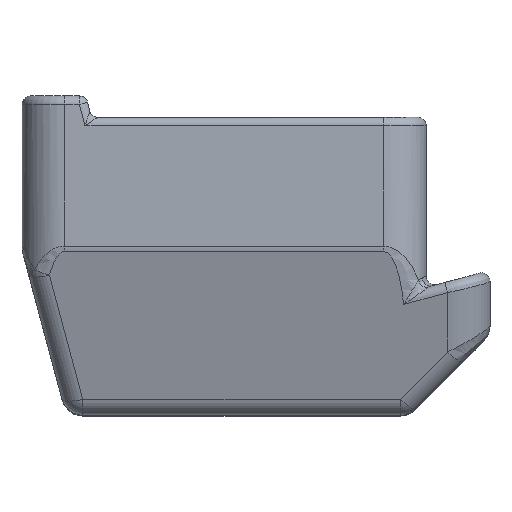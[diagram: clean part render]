
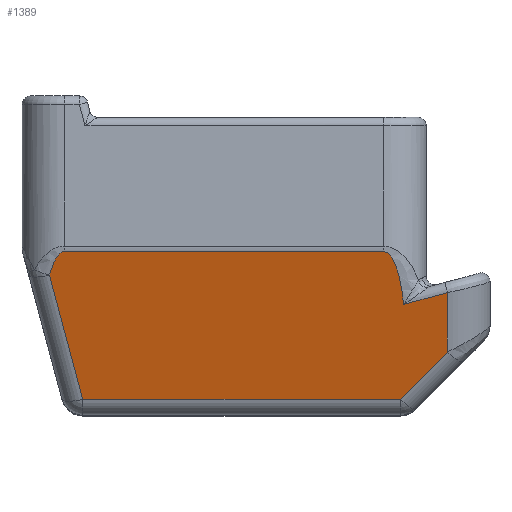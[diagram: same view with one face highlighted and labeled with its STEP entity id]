
A CAD part, top view. The second image highlights one B-rep face of the part: STEP entity #1389.
In plain terms, the highlighted planar face has unit normal (0, -0.259, 0.966).
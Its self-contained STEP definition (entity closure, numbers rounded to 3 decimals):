
#22=PLANE('',#1545);
#73=LINE('',#2470,#156);
#90=LINE('',#2593,#173);
#91=LINE('',#2599,#174);
#92=LINE('',#2603,#175);
#93=LINE('',#2605,#176);
#94=LINE('',#2606,#177);
#156=VECTOR('',#1782,10.);
#173=VECTOR('',#1853,10.);
#174=VECTOR('',#1860,10.);
#175=VECTOR('',#1863,10.);
#176=VECTOR('',#1864,10.);
#177=VECTOR('',#1865,10.);
#308=FACE_OUTER_BOUND('',#403,.T.);
#403=EDGE_LOOP('',(#1073,#1074,#1075,#1076,#1077,#1078,#1079,#1080));
#477=ELLIPSE('',#1546,1.932,0.5);
#478=ELLIPSE('',#1547,1.932,0.5);
#613=VERTEX_POINT('',#2411);
#620=VERTEX_POINT('',#2469);
#639=VERTEX_POINT('',#2592);
#640=VERTEX_POINT('',#2596);
#641=VERTEX_POINT('',#2598);
#642=VERTEX_POINT('',#2600);
#643=VERTEX_POINT('',#2602);
#644=VERTEX_POINT('',#2604);
#761=EDGE_CURVE('',#613,#620,#73,.T.);
#794=EDGE_CURVE('',#620,#639,#90,.T.);
#796=EDGE_CURVE('',#640,#613,#477,.T.);
#797=EDGE_CURVE('',#641,#640,#91,.T.);
#798=EDGE_CURVE('',#642,#641,#478,.T.);
#799=EDGE_CURVE('',#643,#642,#92,.T.);
#800=EDGE_CURVE('',#644,#643,#93,.T.);
#801=EDGE_CURVE('',#639,#644,#94,.T.);
#1073=ORIENTED_EDGE('',*,*,#761,.F.);
#1074=ORIENTED_EDGE('',*,*,#796,.F.);
#1075=ORIENTED_EDGE('',*,*,#797,.F.);
#1076=ORIENTED_EDGE('',*,*,#798,.F.);
#1077=ORIENTED_EDGE('',*,*,#799,.F.);
#1078=ORIENTED_EDGE('',*,*,#800,.F.);
#1079=ORIENTED_EDGE('',*,*,#801,.F.);
#1080=ORIENTED_EDGE('',*,*,#794,.F.);
#1389=ADVANCED_FACE('',(#308),#22,.F.);
#1545=AXIS2_PLACEMENT_3D('',#2595,#1856,#1857);
#1546=AXIS2_PLACEMENT_3D('',#2597,#1858,#1859);
#1547=AXIS2_PLACEMENT_3D('',#2601,#1861,#1862);
#1782=DIRECTION('',(0.964,0.258,0.069));
#1853=DIRECTION('',(0.,-0.966,-0.259));
#1856=DIRECTION('center_axis',(0.,0.259,-0.966));
#1857=DIRECTION('ref_axis',(0.,0.966,0.259));
#1858=DIRECTION('center_axis',(0.,0.259,-0.966));
#1859=DIRECTION('ref_axis',(0.,0.966,0.259));
#1860=DIRECTION('',(1.,0.,0.));
#1861=DIRECTION('center_axis',(0.,0.259,-0.966));
#1862=DIRECTION('ref_axis',(0.,0.966,0.259));
#1863=DIRECTION('',(-0.251,0.935,0.251));
#1864=DIRECTION('',(-1.,0.,0.));
#1865=DIRECTION('',(-0.695,-0.695,-0.186));
#2411=CARTESIAN_POINT('',(8.971,-4.901,7.651));
#2469=CARTESIAN_POINT('',(10.,-4.625,7.725));
#2470=CARTESIAN_POINT('',(5.176,-5.918,7.379));
#2592=CARTESIAN_POINT('',(10.,-6.02,7.351));
#2593=CARTESIAN_POINT('',(10.,-7.747,6.889));
#2595=CARTESIAN_POINT('Origin',(0.,-8.029,6.813));
#2596=CARTESIAN_POINT('',(8.5,-3.664,7.983));
#2597=CARTESIAN_POINT('Origin',(8.5,-5.53,7.483));
#2598=CARTESIAN_POINT('',(1.,-3.664,7.983));
#2599=CARTESIAN_POINT('',(2.75,-3.664,7.983));
#2600=CARTESIAN_POINT('',(0.646,-4.21,7.837));
#2601=CARTESIAN_POINT('Origin',(1.,-5.53,7.483));
#2602=CARTESIAN_POINT('',(1.429,-7.129,7.054));
#2603=CARTESIAN_POINT('',(1.26,-6.5,7.223));
#2604=CARTESIAN_POINT('',(8.891,-7.129,7.054));
#2605=CARTESIAN_POINT('',(0.523,-7.129,7.054));
#2606=CARTESIAN_POINT('',(6.017,-10.004,6.284));
